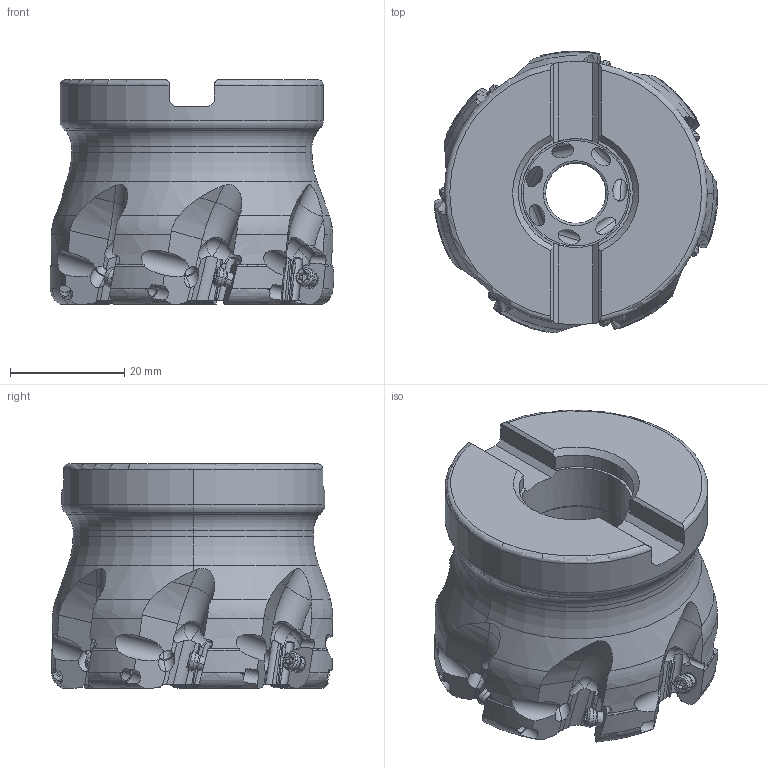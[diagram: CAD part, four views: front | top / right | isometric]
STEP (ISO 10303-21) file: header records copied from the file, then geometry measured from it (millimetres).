
FILE_DESCRIPTION(/* description */ (''),/* implementation_level */ '2;1');
FILE_NAME(/* name */ 'APX3000R0207B.stp',/* time_stamp */ '2021-09-08T11:48:33+09:00',/* author */ (''),/* organization */ (''),/* preprocessor_version */ 'ST-DEVELOPER v16',/* originating_system */ 'SIEMENS PLM Software NX 10.0',/* authorisation */ '');
FILE_SCHEMA (('AUTOMOTIVE_DESIGN { 1 0 10303 214 3 1 1 1 }'));
Length unit declared in the file: millimetre
Products named in the file (1): APX3000R0207B_ASM
Bounding box: 49.51 x 49.19 x 39.23 mm (x, y, z)
Volume: 49880.2 mm3; surface area: 13777.6 mm2
Topology: 8 solids, 8 shells, 712 faces, 2201 edges, 1495 vertices
Faces by surface type: cylinder 315, plane 203, cone 89, torus 70, sphere 35
Entity records: 30312 total; most frequent: CARTESIAN_POINT 11010, ORIENTED_EDGE 4346, DIRECTION 3744, EDGE_CURVE 2173, AXIS2_PLACEMENT_3D 1566, VERTEX_POINT 1485, EDGE_LOOP 750, B_SPLINE_CURVE_WITH_KNOTS 743
